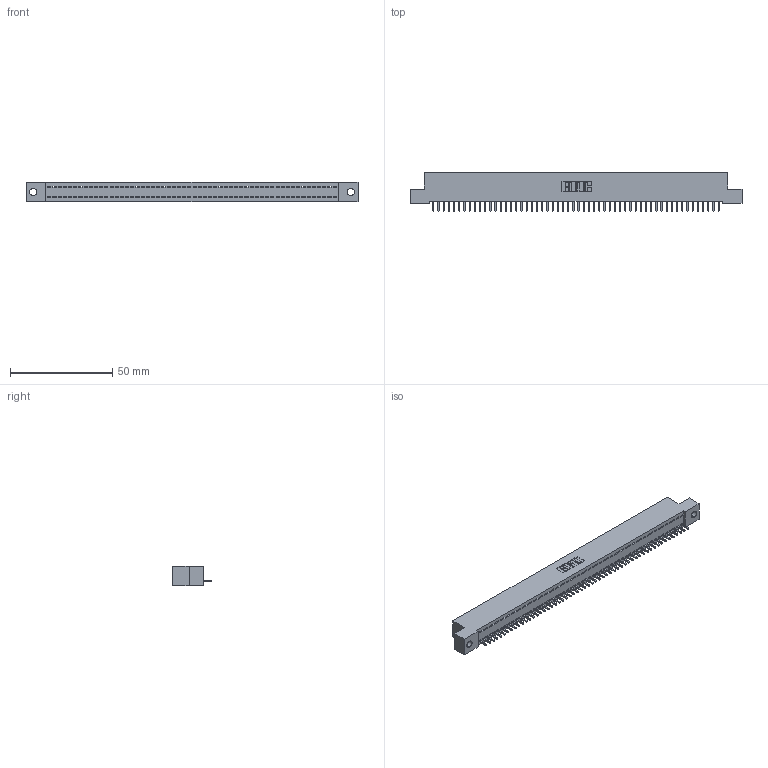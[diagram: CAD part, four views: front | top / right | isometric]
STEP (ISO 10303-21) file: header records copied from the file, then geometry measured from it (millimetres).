
FILE_DESCRIPTION (( 'STEP AP203' ), '1' );
FILE_NAME ('392-056-521-102.STEP', '2019-10-08T14:48:34', ( '' ), ( '' ), 'SwSTEP 2.0', 'SolidWorks 2016', '' );
FILE_SCHEMA (( 'CONFIG_CONTROL_DESIGN' ));
Length unit declared in the file: inch
Products named in the file (3): 345-292-001_345-293-121; 392-056-521-102; 342 Part_.128 Slot
Assembly tree (57 placements, depth 2):
  392-056-521-102
    342 Part_.128 Slot
    345-292-001_345-293-121  x56
Bounding box: 162.56 x 19.06 x 9.4 mm (x, y, z)
Volume: 14093.4 mm3; surface area: 20104.9 mm2
Topology: 57 solids, 57 shells, 3362 faces, 10167 edges, 6702 vertices
Faces by surface type: plane 2422, cylinder 940
Entity records: 32445 total; most frequent: CARTESIAN_POINT 5602, ORIENTED_EDGE 5594, DIRECTION 4697, EDGE_CURVE 2797, LINE 2669, VECTOR 2669, VERTEX_POINT 1862, AXIS2_PLACEMENT_3D 1014
